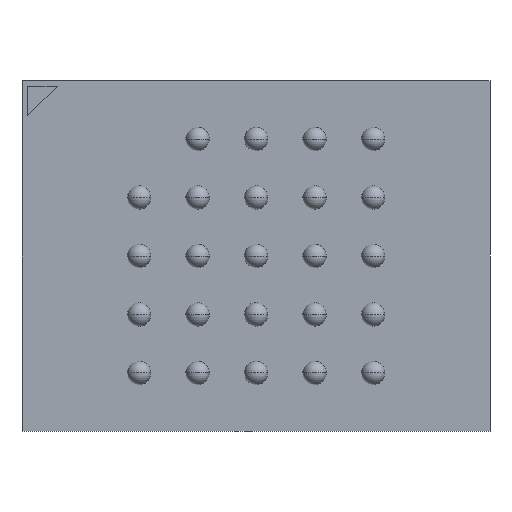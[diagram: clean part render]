
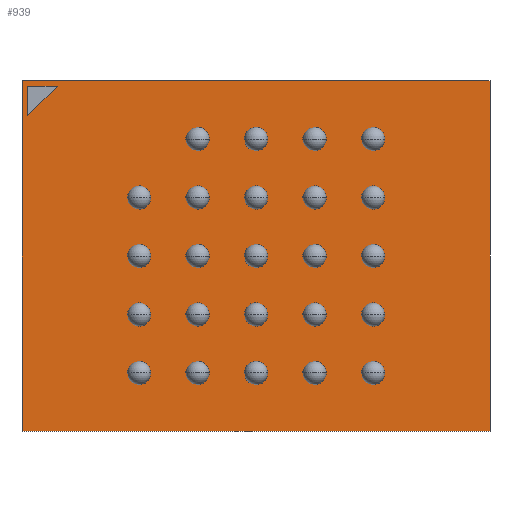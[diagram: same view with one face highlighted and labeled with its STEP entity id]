
A CAD part, front view. The second image highlights one B-rep face of the part: STEP entity #939.
In plain terms, the highlighted planar face has unit normal (0, -1, 0).
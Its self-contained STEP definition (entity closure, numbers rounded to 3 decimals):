
#13 = ORIENTED_EDGE ( 'NONE', *, *, #3447, .F. ) ;
#88 = VERTEX_POINT ( 'NONE', #4115 ) ;
#95 = CARTESIAN_POINT ( 'NONE',  ( -3.4, 0., 2.9 ) ) ;
#148 = DIRECTION ( 'NONE',  ( -1., 0., 0. ) ) ;
#173 = ORIENTED_EDGE ( 'NONE', *, *, #248, .F. ) ;
#248 = EDGE_CURVE ( 'NONE', #4984, #5464, #1728, .T. ) ;
#384 = ORIENTED_EDGE ( 'NONE', *, *, #4679, .F. ) ;
#522 = VECTOR ( 'NONE', #1983, 1000. ) ;
#675 = CARTESIAN_POINT ( 'NONE',  ( -4., 0., -3. ) ) ;
#939 = ADVANCED_FACE ( 'NONE', ( #2815, #2727 ), #4049, .T. ) ;
#969 = CARTESIAN_POINT ( 'NONE',  ( -4., 0., 3. ) ) ;
#1091 = CARTESIAN_POINT ( 'NONE',  ( 4., 0., 3. ) ) ;
#1115 = DIRECTION ( 'NONE',  ( 0., 0., 1. ) ) ;
#1260 = VECTOR ( 'NONE', #2811, 1000. ) ;
#1281 = ORIENTED_EDGE ( 'NONE', *, *, #5085, .F. ) ;
#1592 = VECTOR ( 'NONE', #2191, 1000. ) ;
#1711 = CARTESIAN_POINT ( 'NONE',  ( -3.9, 0., 2.4 ) ) ;
#1728 = LINE ( 'NONE', #3043, #1592 ) ;
#1799 = VECTOR ( 'NONE', #2142, 1000. ) ;
#1890 = CARTESIAN_POINT ( 'NONE',  ( -3.9, 0., 2.4 ) ) ;
#1957 = DIRECTION ( 'NONE',  ( 0., 0., -1. ) ) ;
#1983 = DIRECTION ( 'NONE',  ( 0., 0., -1. ) ) ;
#2069 = LINE ( 'NONE', #1091, #522 ) ;
#2142 = DIRECTION ( 'NONE',  ( 1., 0., 0. ) ) ;
#2191 = DIRECTION ( 'NONE',  ( 0., 0., -1. ) ) ;
#2193 = VERTEX_POINT ( 'NONE', #95 ) ;
#2285 = CARTESIAN_POINT ( 'NONE',  ( -3.4, 0., 2.9 ) ) ;
#2289 = LINE ( 'NONE', #1890, #4356 ) ;
#2325 = DIRECTION ( 'NONE',  ( 0., -1., 0. ) ) ;
#2516 = VERTEX_POINT ( 'NONE', #3939 ) ;
#2627 = LINE ( 'NONE', #5560, #1799 ) ;
#2727 = FACE_BOUND ( 'NONE', #3420, .T. ) ;
#2776 = CARTESIAN_POINT ( 'NONE',  ( 4., 0., -3. ) ) ;
#2811 = DIRECTION ( 'NONE',  ( -1., 0., 0. ) ) ;
#2815 = FACE_OUTER_BOUND ( 'NONE', #3777, .T. ) ;
#2876 = AXIS2_PLACEMENT_3D ( 'NONE', #4893, #2325, #1957 ) ;
#2985 = VECTOR ( 'NONE', #148, 1000. ) ;
#3043 = CARTESIAN_POINT ( 'NONE',  ( -3.9, 0., 2.9 ) ) ;
#3055 = ORIENTED_EDGE ( 'NONE', *, *, #3198, .F. ) ;
#3086 = VECTOR ( 'NONE', #1115, 1000. ) ;
#3186 = VERTEX_POINT ( 'NONE', #2776 ) ;
#3198 = EDGE_CURVE ( 'NONE', #88, #3186, #2069, .T. ) ;
#3204 = LINE ( 'NONE', #675, #1260 ) ;
#3260 = ORIENTED_EDGE ( 'NONE', *, *, #5091, .F. ) ;
#3266 = CARTESIAN_POINT ( 'NONE',  ( -4., 0., 3. ) ) ;
#3420 = EDGE_LOOP ( 'NONE', ( #173, #5175, #13 ) ) ;
#3447 = EDGE_CURVE ( 'NONE', #5464, #2193, #2289, .T. ) ;
#3597 = LINE ( 'NONE', #2285, #2985 ) ;
#3640 = DIRECTION ( 'NONE',  ( 0.707, 0., 0.707 ) ) ;
#3777 = EDGE_LOOP ( 'NONE', ( #3055, #384, #1281, #3260 ) ) ;
#3939 = CARTESIAN_POINT ( 'NONE',  ( -4., 0., -3. ) ) ;
#4049 = PLANE ( 'NONE',  #2876 ) ;
#4115 = CARTESIAN_POINT ( 'NONE',  ( 4., 0., 3. ) ) ;
#4356 = VECTOR ( 'NONE', #3640, 1000. ) ;
#4370 = CARTESIAN_POINT ( 'NONE',  ( -3.9, 0., 2.9 ) ) ;
#4403 = EDGE_CURVE ( 'NONE', #2193, #4984, #3597, .T. ) ;
#4487 = VERTEX_POINT ( 'NONE', #969 ) ;
#4582 = LINE ( 'NONE', #3266, #3086 ) ;
#4679 = EDGE_CURVE ( 'NONE', #4487, #88, #2627, .T. ) ;
#4893 = CARTESIAN_POINT ( 'NONE',  ( 0., 0., 0. ) ) ;
#4984 = VERTEX_POINT ( 'NONE', #4370 ) ;
#5085 = EDGE_CURVE ( 'NONE', #2516, #4487, #4582, .T. ) ;
#5091 = EDGE_CURVE ( 'NONE', #3186, #2516, #3204, .T. ) ;
#5175 = ORIENTED_EDGE ( 'NONE', *, *, #4403, .F. ) ;
#5464 = VERTEX_POINT ( 'NONE', #1711 ) ;
#5560 = CARTESIAN_POINT ( 'NONE',  ( -4., 0., 3. ) ) ;
